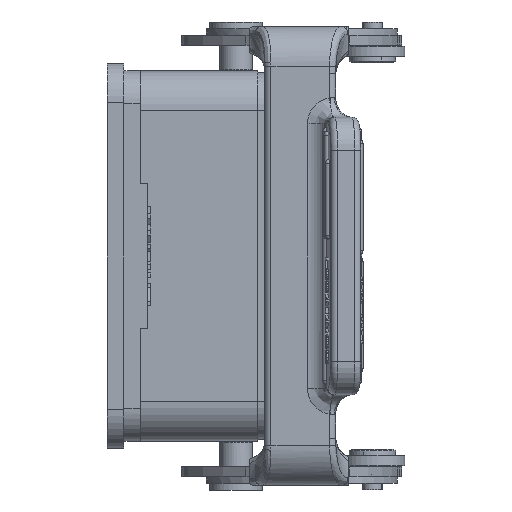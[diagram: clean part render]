
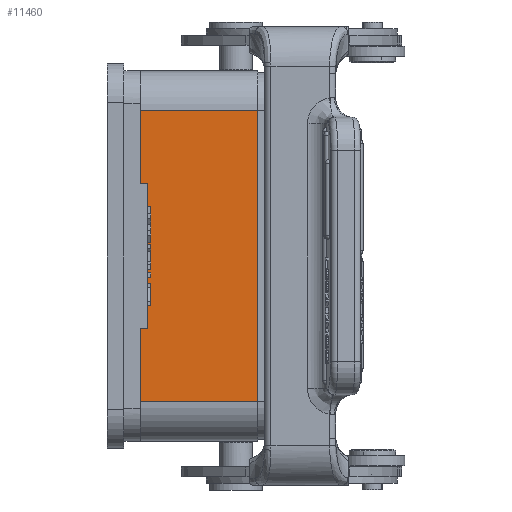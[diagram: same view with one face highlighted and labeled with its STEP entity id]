
A CAD part, left-side view. The second image highlights one B-rep face of the part: STEP entity #11460.
In plain terms, the highlighted planar face has unit normal (-1, 0, 0).
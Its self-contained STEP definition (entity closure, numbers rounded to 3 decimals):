
#9100=FACE_OUTER_BOUND('',#15524,.T.);
#11460=ADVANCED_FACE('NONE',(#9100),#12977,.T.);
#12977=PLANE('',#36410);
#15524=EDGE_LOOP('',(#17766,#17767,#17768,#17769,#17770,#17771,#17772,#17773));
#17766=ORIENTED_EDGE('',*,*,#28540,.F.);
#17767=ORIENTED_EDGE('',*,*,#28541,.T.);
#17768=ORIENTED_EDGE('',*,*,#28509,.T.);
#17769=ORIENTED_EDGE('',*,*,#28146,.F.);
#17770=ORIENTED_EDGE('',*,*,#28538,.T.);
#17771=ORIENTED_EDGE('',*,*,#28542,.T.);
#17772=ORIENTED_EDGE('',*,*,#28543,.F.);
#17773=ORIENTED_EDGE('',*,*,#28488,.T.);
#25395=VERTEX_POINT('',#45120);
#25398=VERTEX_POINT('',#45125);
#25658=VERTEX_POINT('',#46225);
#25660=VERTEX_POINT('',#46228);
#25670=VERTEX_POINT('',#46270);
#25689=VERTEX_POINT('',#46325);
#25690=VERTEX_POINT('',#46329);
#25691=VERTEX_POINT('',#46332);
#28146=EDGE_CURVE('NONE',#25398,#25395,#32257,.T.);
#28488=EDGE_CURVE('NONE',#25660,#25658,#32407,.T.);
#28509=EDGE_CURVE('NONE',#25670,#25395,#32417,.T.);
#28538=EDGE_CURVE('NONE',#25398,#25689,#32436,.T.);
#28540=EDGE_CURVE('NONE',#25690,#25658,#32438,.T.);
#28541=EDGE_CURVE('NONE',#25690,#25670,#32439,.T.);
#28542=EDGE_CURVE('NONE',#25689,#25691,#32440,.T.);
#28543=EDGE_CURVE('NONE',#25660,#25691,#32441,.T.);
#32257=LINE('',#45126,#34168);
#32407=LINE('',#46227,#34318);
#32417=LINE('',#46269,#34328);
#32436=LINE('',#46324,#34347);
#32438=LINE('',#46328,#34349);
#32439=LINE('',#46330,#34350);
#32440=LINE('',#46331,#34351);
#32441=LINE('',#46333,#34352);
#34168=VECTOR('',#38481,1.);
#34318=VECTOR('',#39079,1.);
#34328=VECTOR('',#39133,1.);
#34347=VECTOR('',#39186,1.);
#34349=VECTOR('',#39190,1.);
#34350=VECTOR('',#39191,1.);
#34351=VECTOR('',#39192,1.);
#34352=VECTOR('',#39193,1.);
#36410=AXIS2_PLACEMENT_3D('',#46334,#39194,#39195);
#38481=DIRECTION('',(0.,0.,1.));
#39079=DIRECTION('',(0.,0.,1.));
#39133=DIRECTION('',(0.,-1.,0.));
#39186=DIRECTION('',(0.,1.,0.));
#39190=DIRECTION('',(0.,-1.,0.));
#39191=DIRECTION('',(0.,0.,-1.));
#39192=DIRECTION('',(0.,0.,-1.));
#39193=DIRECTION('',(0.,1.,0.));
#39194=DIRECTION('',(-1.,0.,0.));
#39195=DIRECTION('',(0.,0.,1.));
#45120=CARTESIAN_POINT('',(-11.036,66.533,59.021));
#45125=CARTESIAN_POINT('',(-11.036,66.533,37.021));
#45126=CARTESIAN_POINT('',(-11.036,66.533,48.021));
#46225=CARTESIAN_POINT('',(-11.036,49.853,70.021));
#46227=CARTESIAN_POINT('',(-11.036,49.853,76.021));
#46228=CARTESIAN_POINT('',(-11.036,49.853,26.021));
#46269=CARTESIAN_POINT('',(-11.036,67.633,59.021));
#46270=CARTESIAN_POINT('',(-11.036,67.633,59.021));
#46324=CARTESIAN_POINT('',(-11.036,67.633,37.021));
#46325=CARTESIAN_POINT('',(-11.036,67.633,37.021));
#46328=CARTESIAN_POINT('',(-11.036,49.631,70.021));
#46329=CARTESIAN_POINT('',(-11.036,67.633,70.021));
#46330=CARTESIAN_POINT('',(-11.036,67.633,48.021));
#46331=CARTESIAN_POINT('',(-11.036,67.633,48.021));
#46332=CARTESIAN_POINT('',(-11.036,67.633,26.021));
#46333=CARTESIAN_POINT('',(-11.036,49.615,26.021));
#46334=CARTESIAN_POINT('',(-11.036,67.633,76.021));
